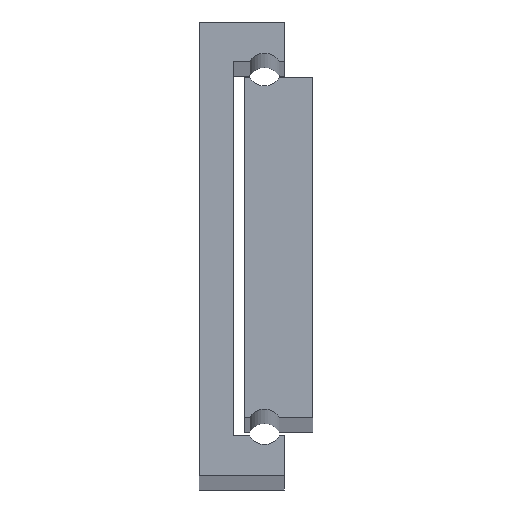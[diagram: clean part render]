
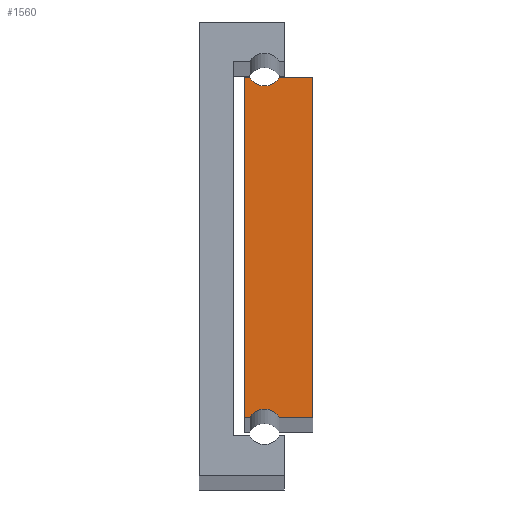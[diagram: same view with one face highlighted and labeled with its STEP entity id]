
A CAD part, top view. The second image highlights one B-rep face of the part: STEP entity #1560.
In plain terms, the highlighted planar face has unit normal (0, 0, 1).
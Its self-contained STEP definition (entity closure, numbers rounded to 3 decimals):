
#19 = LINE ( 'NONE', #1472, #1706 ) ;
#27 = DIRECTION ( 'NONE',  ( -1., 0., 0. ) ) ;
#75 = DIRECTION ( 'NONE',  ( 0., 0., -1. ) ) ;
#90 = CARTESIAN_POINT ( 'NONE',  ( -3.169, 78.924, 725. ) ) ;
#98 = ORIENTED_EDGE ( 'NONE', *, *, #729, .T. ) ;
#114 = VECTOR ( 'NONE', #2157, 1000. ) ;
#142 = CARTESIAN_POINT ( 'NONE',  ( -0.571, 80.424, 725. ) ) ;
#175 = VERTEX_POINT ( 'NONE', #90 ) ;
#194 = ORIENTED_EDGE ( 'NONE', *, *, #1543, .T. ) ;
#211 = CARTESIAN_POINT ( 'NONE',  ( -4.071, 78.924, 725. ) ) ;
#300 = VERTEX_POINT ( 'NONE', #1096 ) ;
#328 = AXIS2_PLACEMENT_3D ( 'NONE', #2232, #75, #824 ) ;
#338 = ORIENTED_EDGE ( 'NONE', *, *, #2833, .T. ) ;
#355 = CIRCLE ( 'NONE', #730, 3. ) ;
#359 = DIRECTION ( 'NONE',  ( 1., 0., 0. ) ) ;
#366 = CARTESIAN_POINT ( 'NONE',  ( -3.169, 18.924, 725. ) ) ;
#432 = CIRCLE ( 'NONE', #2587, 3. ) ;
#487 = DIRECTION ( 'NONE',  ( 0., 0., -1. ) ) ;
#602 = CARTESIAN_POINT ( 'NONE',  ( -3.169, 78.924, 725. ) ) ;
#651 = LINE ( 'NONE', #2521, #1427 ) ;
#729 = EDGE_CURVE ( 'NONE', #2897, #2793, #19, .T. ) ;
#730 = AXIS2_PLACEMENT_3D ( 'NONE', #142, #1311, #2752 ) ;
#764 = VERTEX_POINT ( 'NONE', #2892 ) ;
#807 = VERTEX_POINT ( 'NONE', #1587 ) ;
#812 = CARTESIAN_POINT ( 'NONE',  ( -4.071, 18.924, 725. ) ) ;
#824 = DIRECTION ( 'NONE',  ( -1., 0., 0. ) ) ;
#914 = DIRECTION ( 'NONE',  ( 0., -1., 0. ) ) ;
#1096 = CARTESIAN_POINT ( 'NONE',  ( -4.071, 18.924, 725. ) ) ;
#1221 = CARTESIAN_POINT ( 'NONE',  ( 7.929, 18.924, 725. ) ) ;
#1282 = EDGE_CURVE ( 'NONE', #764, #2148, #651, .T. ) ;
#1311 = DIRECTION ( 'NONE',  ( 0., 0., -1. ) ) ;
#1369 = ORIENTED_EDGE ( 'NONE', *, *, #1456, .T. ) ;
#1414 = VECTOR ( 'NONE', #2073, 1000. ) ;
#1424 = LINE ( 'NONE', #211, #2493 ) ;
#1427 = VECTOR ( 'NONE', #359, 1000. ) ;
#1456 = EDGE_CURVE ( 'NONE', #2793, #175, #355, .T. ) ;
#1472 = CARTESIAN_POINT ( 'NONE',  ( 7.929, 78.924, 725. ) ) ;
#1543 = EDGE_CURVE ( 'NONE', #300, #2024, #2960, .T. ) ;
#1560 = ADVANCED_FACE ( 'NONE', ( #1621 ), #1731, .F. ) ;
#1587 = CARTESIAN_POINT ( 'NONE',  ( -4.071, 78.924, 725. ) ) ;
#1621 = FACE_OUTER_BOUND ( 'NONE', #2168, .T. ) ;
#1706 = VECTOR ( 'NONE', #1715, 1000. ) ;
#1715 = DIRECTION ( 'NONE',  ( -1., 0., 0. ) ) ;
#1731 = PLANE ( 'NONE',  #328 ) ;
#1801 = ORIENTED_EDGE ( 'NONE', *, *, #1282, .T. ) ;
#1803 = VECTOR ( 'NONE', #3005, 1000. ) ;
#1887 = EDGE_CURVE ( 'NONE', #2024, #764, #432, .T. ) ;
#2024 = VERTEX_POINT ( 'NONE', #366 ) ;
#2073 = DIRECTION ( 'NONE',  ( 1., 0., 0. ) ) ;
#2148 = VERTEX_POINT ( 'NONE', #3026 ) ;
#2157 = DIRECTION ( 'NONE',  ( 0., 1., 0. ) ) ;
#2168 = EDGE_LOOP ( 'NONE', ( #2974, #194, #2786, #1801, #338, #98, #1369, #3087 ) ) ;
#2232 = CARTESIAN_POINT ( 'NONE',  ( -0.571, 17.424, 725. ) ) ;
#2270 = EDGE_CURVE ( 'NONE', #175, #807, #2741, .T. ) ;
#2331 = EDGE_CURVE ( 'NONE', #807, #300, #1424, .T. ) ;
#2493 = VECTOR ( 'NONE', #914, 1000. ) ;
#2521 = CARTESIAN_POINT ( 'NONE',  ( 2.027, 18.924, 725. ) ) ;
#2587 = AXIS2_PLACEMENT_3D ( 'NONE', #2635, #487, #27 ) ;
#2635 = CARTESIAN_POINT ( 'NONE',  ( -0.571, 17.424, 725. ) ) ;
#2659 = CARTESIAN_POINT ( 'NONE',  ( 2.027, 78.924, 725. ) ) ;
#2741 = LINE ( 'NONE', #602, #1803 ) ;
#2752 = DIRECTION ( 'NONE',  ( 1., 0., 0. ) ) ;
#2786 = ORIENTED_EDGE ( 'NONE', *, *, #1887, .T. ) ;
#2793 = VERTEX_POINT ( 'NONE', #2659 ) ;
#2795 = CARTESIAN_POINT ( 'NONE',  ( 7.929, 78.924, 725. ) ) ;
#2833 = EDGE_CURVE ( 'NONE', #2148, #2897, #2870, .T. ) ;
#2870 = LINE ( 'NONE', #1221, #114 ) ;
#2892 = CARTESIAN_POINT ( 'NONE',  ( 2.027, 18.924, 725. ) ) ;
#2897 = VERTEX_POINT ( 'NONE', #2795 ) ;
#2960 = LINE ( 'NONE', #812, #1414 ) ;
#2974 = ORIENTED_EDGE ( 'NONE', *, *, #2331, .T. ) ;
#3005 = DIRECTION ( 'NONE',  ( -1., 0., 0. ) ) ;
#3026 = CARTESIAN_POINT ( 'NONE',  ( 7.929, 18.924, 725. ) ) ;
#3087 = ORIENTED_EDGE ( 'NONE', *, *, #2270, .T. ) ;
